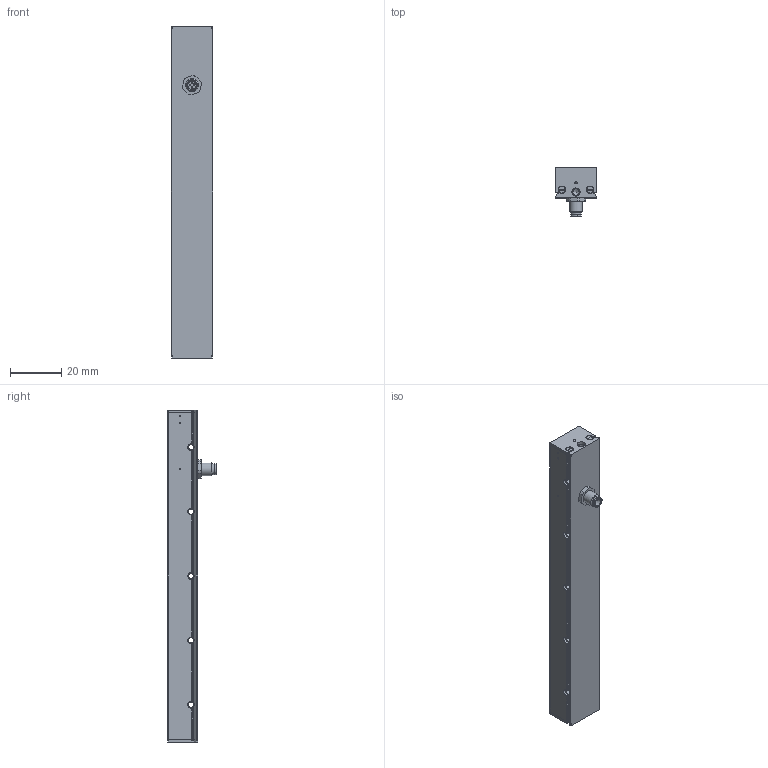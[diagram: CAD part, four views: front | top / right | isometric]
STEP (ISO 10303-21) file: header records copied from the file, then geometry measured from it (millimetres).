
FILE_DESCRIPTION(/* description */ (''),/* implementation_level */ '2;1');
FILE_NAME(/* name */ 'ipf_z3d_AO000319.stp',/* time_stamp */ '2018-12-11T14:01:19+01:00',/* author */ ('g.aydin'),/* organization */ (''),/* preprocessor_version */ 'ST-DEVELOPER v15.2',/* originating_system */ 'Autodesk Inventor 2014',/* authorisation */ '');
FILE_SCHEMA (('AUTOMOTIVE_DESIGN { 1 0 10303 214 3 1 1 }'));
Length unit declared in the file: millimetre
Products named in the file (1): ipf_z3d_AO000319
Bounding box: 16 x 18.7 x 129 mm (x, y, z)
Volume: 23249.4 mm3; surface area: 8585.5 mm2
Topology: 1 solids, 1 shells, 244 faces, 664 edges, 438 vertices
Faces by surface type: cylinder 121, plane 101, cone 22
Full cylindrical faces by diameter (mm): 0.5 x4, 2.013 x5, 2.459 x2, 3.2 x2, 4.15 x1, 4.25 x2, 5 x1
Entity records: 8032 total; most frequent: CARTESIAN_POINT 1766, DIRECTION 1232, ORIENTED_EDGE 1216, EDGE_CURVE 608, AXIS2_PLACEMENT_3D 455, VERTEX_POINT 421, LINE 322, VECTOR 322
